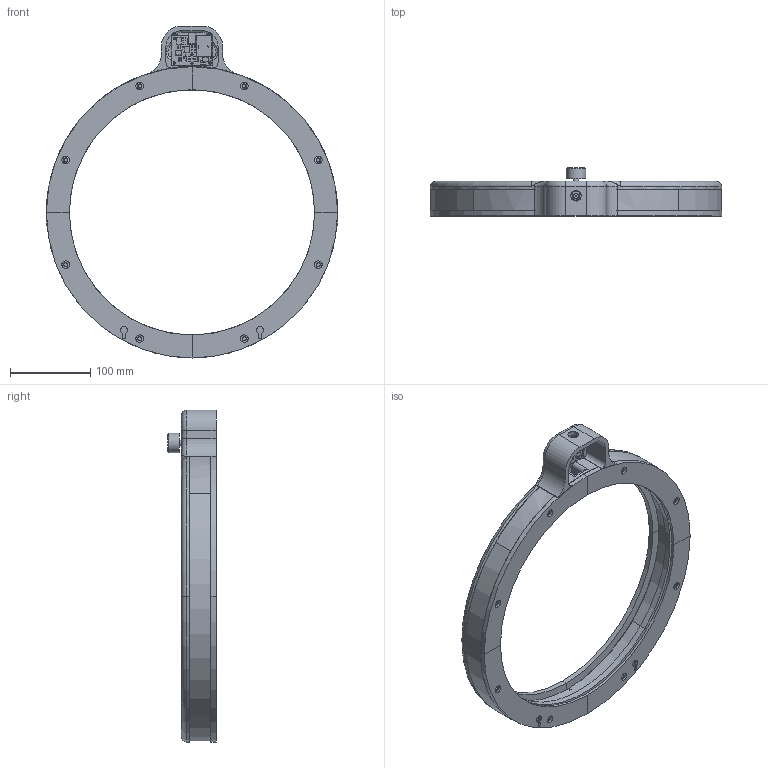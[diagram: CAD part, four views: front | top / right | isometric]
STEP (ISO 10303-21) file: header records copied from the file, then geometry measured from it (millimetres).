
FILE_DESCRIPTION(/* description */ (''),/* implementation_level */ '2;1');
FILE_NAME(/* name */ 'chassis_v1.0_printing v16.step',/* time_stamp */ '2023-05-03T17:03:31-06:00',/* author */ (''),/* organization */ (''),/* preprocessor_version */ 'ST-DEVELOPER v19.2',/* originating_system */ 'Autodesk Translation Framework v12.4.0.73',/* authorisation */ '');
FILE_SCHEMA (('AUTOMOTIVE_DESIGN { 1 0 10303 214 3 1 1 }'));
Length unit declared in the file: inch
Products named in the file (18): chassis_v1.0_printing; chassis_router; infinity_mirror_revd; Board; Packages; POWER_JACK_PTH_BREAD; 1X02; SOT23-3; SOT223; LED-1206; 0805; PEC11R-4320F-S0012; 1X03; TACTILE_SWITCH_SMD_5.2MM; 3-PIN-JST; ESP32-WROOM-32E; encoder; barrel_jack
Assembly tree (37 placements, depth 4):
  chassis_v1.0_printing
    chassis_router
    infinity_mirror_revd
      Board
      Packages
        POWER_JACK_PTH_BREAD
        1X02
        SOT23-3
        SOT223
        LED-1206
        0805  x20
        PEC11R-4320F-S0012
        1X03
        TACTILE_SWITCH_SMD_5.2MM  x2
        3-PIN-JST
        ESP32-WROOM-32E
    encoder
    barrel_jack
Bounding box: 361.95 x 59.83 x 412.5 mm (x, y, z)
Volume: 1139537.1 mm3; surface area: 318242.9 mm2
Topology: 49 solids, 49 shells, 764 faces, 1884 edges, 1238 vertices
Faces by surface type: plane 448, cylinder 284, torus 24, bspline 7, cone 1
Full cylindrical faces by diameter (mm): 0.35 x17, 0.6 x3, 1 x5, 1.016 x5, 1.191 x3, 1.3 x3, 2 x1, 2.6 x2, 3 x3, 4.572 x8, 5.334 x16, 6.4 x1, 6.884 x1, 7.62 x1, 9.525 x8, 13 x1, 24 x1
Entity records: 20989 total; most frequent: CARTESIAN_POINT 3868, DIRECTION 3647, ORIENTED_EDGE 3284, EDGE_CURVE 1642, AXIS2_PLACEMENT_3D 1328, VERTEX_POINT 1082, LINE 991, VECTOR 991
